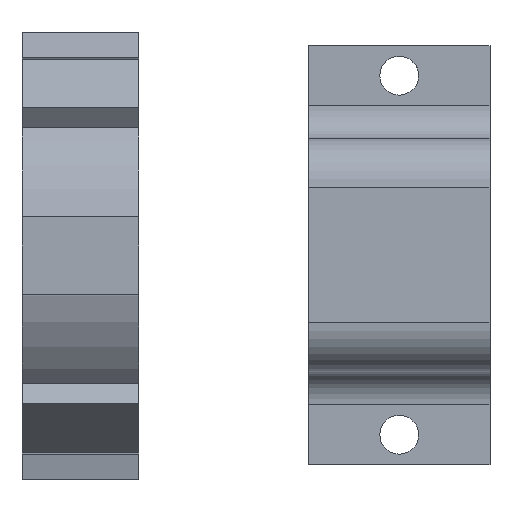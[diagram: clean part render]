
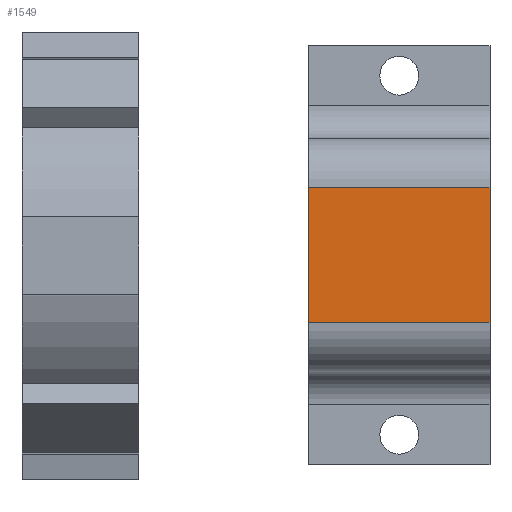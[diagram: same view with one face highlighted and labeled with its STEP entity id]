
A CAD part, top view. The second image highlights one B-rep face of the part: STEP entity #1549.
In plain terms, the highlighted planar face has unit normal (0, 0, 1).
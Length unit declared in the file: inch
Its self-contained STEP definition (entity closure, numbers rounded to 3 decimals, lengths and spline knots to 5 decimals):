
#34=PLANE('',#1642);
#105=FACE_OUTER_BOUND('',#189,.T.);
#189=EDGE_LOOP('',(#1131,#1132,#1133,#1134));
#293=LINE('',#2241,#493);
#294=LINE('',#2244,#494);
#295=LINE('',#2246,#495);
#296=LINE('',#2247,#496);
#493=VECTOR('',#1816,0.3937);
#494=VECTOR('',#1819,0.3937);
#495=VECTOR('',#1820,0.3937);
#496=VECTOR('',#1821,0.3937);
#715=VERTEX_POINT('',#2237);
#716=VERTEX_POINT('',#2239);
#717=VERTEX_POINT('',#2243);
#718=VERTEX_POINT('',#2245);
#883=EDGE_CURVE('',#715,#716,#293,.T.);
#884=EDGE_CURVE('',#715,#717,#294,.T.);
#885=EDGE_CURVE('',#718,#716,#295,.T.);
#886=EDGE_CURVE('',#717,#718,#296,.T.);
#1131=ORIENTED_EDGE('',*,*,#884,.F.);
#1132=ORIENTED_EDGE('',*,*,#883,.T.);
#1133=ORIENTED_EDGE('',*,*,#885,.F.);
#1134=ORIENTED_EDGE('',*,*,#886,.F.);
#1549=ADVANCED_FACE('',(#105),#34,.T.);
#1642=AXIS2_PLACEMENT_3D('',#2242,#1817,#1818);
#1816=DIRECTION('',(1.,0.,0.));
#1817=DIRECTION('center_axis',(0.,0.,1.));
#1818=DIRECTION('ref_axis',(0.,-1.,0.));
#1819=DIRECTION('',(0.,1.,0.));
#1820=DIRECTION('',(0.,-1.,0.));
#1821=DIRECTION('',(1.,0.,0.));
#2237=CARTESIAN_POINT('',(0.47028,1.05945,0.51181));
#2239=CARTESIAN_POINT('',(1.02146,1.05945,0.51181));
#2241=CARTESIAN_POINT('',(0.47028,1.05945,0.51181));
#2242=CARTESIAN_POINT('Origin',(0.47028,1.46811,0.51181));
#2243=CARTESIAN_POINT('',(0.47028,1.46811,0.51181));
#2244=CARTESIAN_POINT('',(0.47028,1.05945,0.51181));
#2245=CARTESIAN_POINT('',(1.02146,1.46811,0.51181));
#2246=CARTESIAN_POINT('',(1.02146,1.05945,0.51181));
#2247=CARTESIAN_POINT('',(0.47028,1.46811,0.51181));
